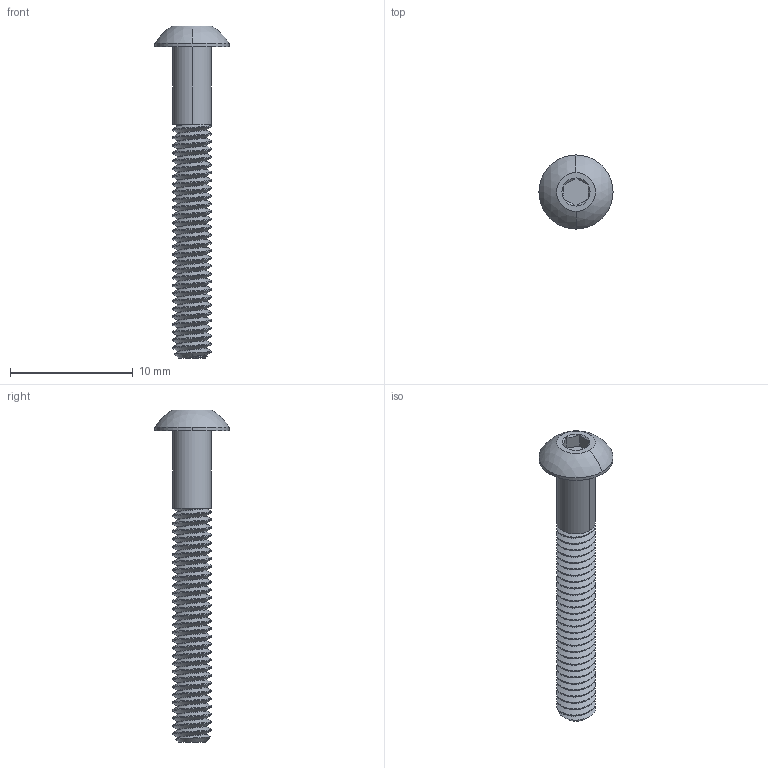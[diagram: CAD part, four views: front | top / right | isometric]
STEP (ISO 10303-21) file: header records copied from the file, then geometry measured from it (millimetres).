
FILE_DESCRIPTION (( 'STEP AP203' ), '1' );
FILE_NAME ('92949A333.step', '2014-02-25T18:15:11', ( '' ), ( '' ), 'SwSTEP 2.0', 'SolidWorks 2012', '' );
FILE_SCHEMA (( 'CONFIG_CONTROL_DESIGN' ));
Length unit declared in the file: inch
Products named in the file (1): 92949A333
Bounding box: 6.05 x 6.05 x 27.08 mm (x, y, z)
Volume: 196 mm3; surface area: 429.4 mm2
Topology: 1 solids, 1 shells, 88 faces, 239 edges, 155 vertices
Faces by surface type: cylinder 62, plane 11, cone 10, bspline 3, sphere 2
Entity records: 7616 total; most frequent: CARTESIAN_POINT 5644, ORIENTED_EDGE 478, DIRECTION 298, EDGE_CURVE 239, VERTEX_POINT 155, AXIS2_PLACEMENT_3D 110, EDGE_LOOP 90, ADVANCED_FACE 88
